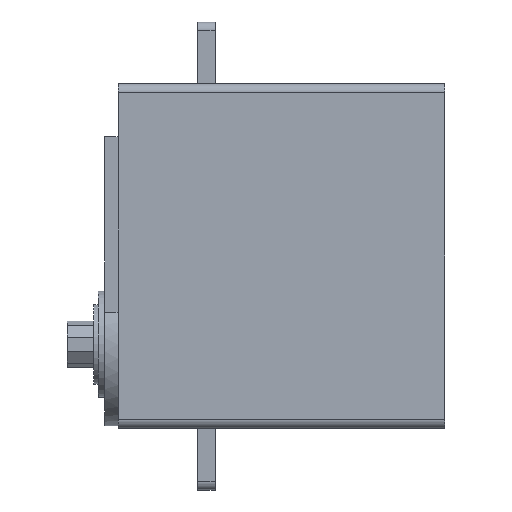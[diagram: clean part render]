
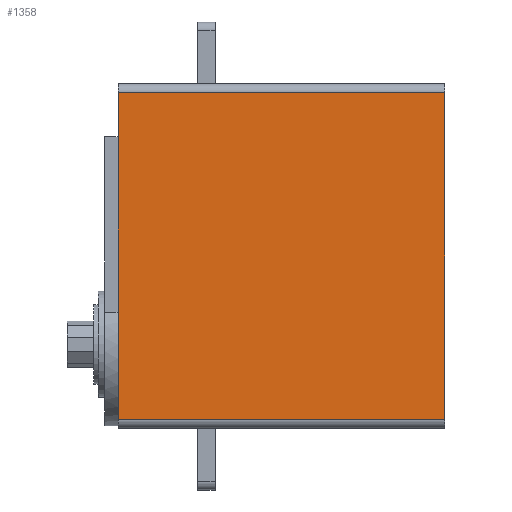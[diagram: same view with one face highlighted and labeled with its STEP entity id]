
A CAD part, left-side view. The second image highlights one B-rep face of the part: STEP entity #1358.
In plain terms, the highlighted planar face has unit normal (-1, 0, 0).
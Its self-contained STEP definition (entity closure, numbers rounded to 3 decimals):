
#54 = ORIENTED_EDGE ( 'NONE', *, *, #1078, .F. ) ;
#69 = CARTESIAN_POINT ( 'NONE',  ( -9.25, 37., -10. ) ) ;
#118 = ORIENTED_EDGE ( 'NONE', *, *, #1637, .F. ) ;
#167 = CARTESIAN_POINT ( 'NONE',  ( -9.25, 37., 18.5 ) ) ;
#169 = VECTOR ( 'NONE', #1403, 1000. ) ;
#242 = DIRECTION ( 'NONE',  ( 0., 0., 1. ) ) ;
#262 = DIRECTION ( 'NONE',  ( 0., -1., 0. ) ) ;
#284 = ORIENTED_EDGE ( 'NONE', *, *, #1940, .T. ) ;
#315 = CARTESIAN_POINT ( 'NONE',  ( -9.25, 0., 18.5 ) ) ;
#346 = LINE ( 'NONE', #964, #1290 ) ;
#463 = CARTESIAN_POINT ( 'NONE',  ( -9.25, 37., -18.5 ) ) ;
#505 = CARTESIAN_POINT ( 'NONE',  ( -9.25, 37., -18.5 ) ) ;
#749 = VERTEX_POINT ( 'NONE', #1887 ) ;
#784 = PLANE ( 'NONE',  #1130 ) ;
#839 = CARTESIAN_POINT ( 'NONE',  ( -9.25, 0., -18.5 ) ) ;
#901 = CARTESIAN_POINT ( 'NONE',  ( -9.25, 37., 18.5 ) ) ;
#913 = EDGE_CURVE ( 'NONE', #1848, #1337, #1268, .T. ) ;
#964 = CARTESIAN_POINT ( 'NONE',  ( -9.25, 0., -18.5 ) ) ;
#1075 = VERTEX_POINT ( 'NONE', #839 ) ;
#1078 = EDGE_CURVE ( 'NONE', #749, #1848, #1781, .T. ) ;
#1079 = DIRECTION ( 'NONE',  ( 1., 0., 0. ) ) ;
#1119 = CARTESIAN_POINT ( 'NONE',  ( -9.25, 37., -18.5 ) ) ;
#1130 = AXIS2_PLACEMENT_3D ( 'NONE', #463, #1079, #1691 ) ;
#1193 = VECTOR ( 'NONE', #242, 1000. ) ;
#1230 = VECTOR ( 'NONE', #262, 1000. ) ;
#1235 = EDGE_LOOP ( 'NONE', ( #1828, #118, #1352, #54, #284 ) ) ;
#1268 = LINE ( 'NONE', #1886, #169 ) ;
#1285 = DIRECTION ( 'NONE',  ( 0., 0., 1. ) ) ;
#1290 = VECTOR ( 'NONE', #1285, 1000. ) ;
#1337 = VERTEX_POINT ( 'NONE', #167 ) ;
#1352 = ORIENTED_EDGE ( 'NONE', *, *, #913, .F. ) ;
#1355 = LINE ( 'NONE', #901, #1230 ) ;
#1358 = ADVANCED_FACE ( 'NONE', ( #1853 ), #784, .F. ) ;
#1376 = VERTEX_POINT ( 'NONE', #315 ) ;
#1403 = DIRECTION ( 'NONE',  ( 0., 0., 1. ) ) ;
#1446 = EDGE_CURVE ( 'NONE', #1075, #1376, #346, .T. ) ;
#1470 = DIRECTION ( 'NONE',  ( 0., -1., 0. ) ) ;
#1556 = VECTOR ( 'NONE', #1470, 1000. ) ;
#1637 = EDGE_CURVE ( 'NONE', #1337, #1376, #1355, .T. ) ;
#1691 = DIRECTION ( 'NONE',  ( 0., 0., -1. ) ) ;
#1781 = LINE ( 'NONE', #1119, #1193 ) ;
#1828 = ORIENTED_EDGE ( 'NONE', *, *, #1446, .T. ) ;
#1848 = VERTEX_POINT ( 'NONE', #69 ) ;
#1853 = FACE_OUTER_BOUND ( 'NONE', #1235, .T. ) ;
#1886 = CARTESIAN_POINT ( 'NONE',  ( -9.25, 37., -18.5 ) ) ;
#1887 = CARTESIAN_POINT ( 'NONE',  ( -9.25, 37., -18.5 ) ) ;
#1892 = LINE ( 'NONE', #505, #1556 ) ;
#1940 = EDGE_CURVE ( 'NONE', #749, #1075, #1892, .T. ) ;
